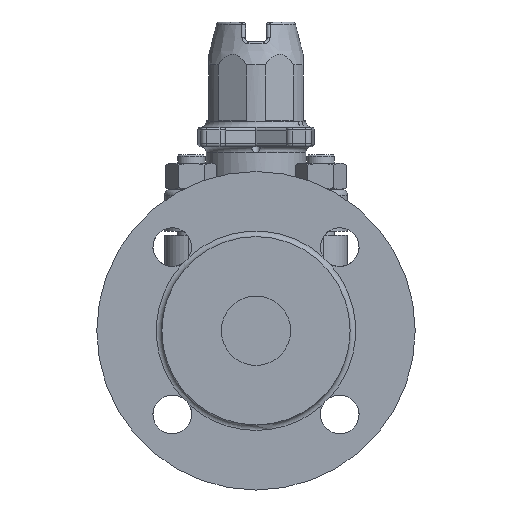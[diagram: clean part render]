
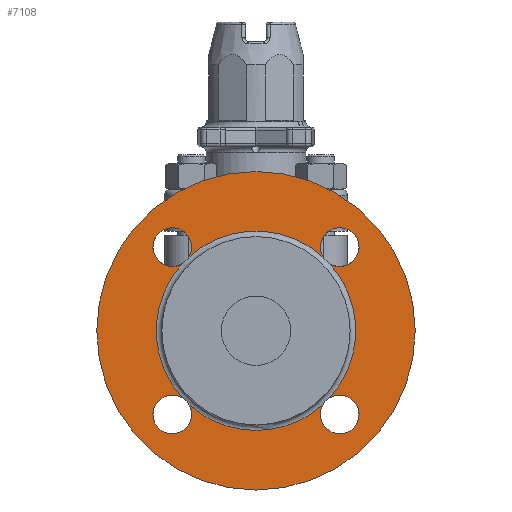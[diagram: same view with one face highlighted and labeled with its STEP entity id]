
A CAD part, left-side view. The second image highlights one B-rep face of the part: STEP entity #7108.
In plain terms, the highlighted planar face has unit normal (-1, 0, 0).
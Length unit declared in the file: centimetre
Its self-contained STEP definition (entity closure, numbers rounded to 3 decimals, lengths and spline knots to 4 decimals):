
#1187=FACE_BOUND('',#2315,.T.);
#1758=FACE_OUTER_BOUND('',#2314,.T.);
#2314=EDGE_LOOP('',(#5844));
#2315=EDGE_LOOP('',(#5845,#5846,#5847,#5848,#5849,#5850,#5851,#5852));
#2815=CIRCLE('',#7874,5.75);
#2819=CIRCLE('',#7881,3.6);
#2820=CIRCLE('',#7882,3.6);
#2821=CIRCLE('',#7883,3.6);
#2822=CIRCLE('',#7884,3.6);
#2825=CIRCLE('',#7890,0.7);
#2826=CIRCLE('',#7892,0.7);
#2827=CIRCLE('',#7894,0.7);
#2828=CIRCLE('',#7896,0.7);
#3308=VERTEX_POINT('',#12525);
#3312=VERTEX_POINT('',#12536);
#3313=VERTEX_POINT('',#12537);
#3314=VERTEX_POINT('',#12556);
#3315=VERTEX_POINT('',#12558);
#3316=VERTEX_POINT('',#12577);
#3317=VERTEX_POINT('',#12579);
#3318=VERTEX_POINT('',#12598);
#3319=VERTEX_POINT('',#12600);
#4189=EDGE_CURVE('',#3308,#3308,#2815,.T.);
#4194=EDGE_CURVE('',#3312,#3314,#2819,.T.);
#4196=EDGE_CURVE('',#3315,#3316,#2820,.T.);
#4198=EDGE_CURVE('',#3317,#3318,#2821,.T.);
#4200=EDGE_CURVE('',#3319,#3313,#2822,.T.);
#4203=EDGE_CURVE('',#3312,#3313,#2825,.T.);
#4204=EDGE_CURVE('',#3315,#3314,#2826,.T.);
#4205=EDGE_CURVE('',#3317,#3316,#2827,.T.);
#4206=EDGE_CURVE('',#3319,#3318,#2828,.T.);
#5844=ORIENTED_EDGE('',*,*,#4189,.F.);
#5845=ORIENTED_EDGE('',*,*,#4200,.F.);
#5846=ORIENTED_EDGE('',*,*,#4206,.T.);
#5847=ORIENTED_EDGE('',*,*,#4198,.F.);
#5848=ORIENTED_EDGE('',*,*,#4205,.T.);
#5849=ORIENTED_EDGE('',*,*,#4196,.F.);
#5850=ORIENTED_EDGE('',*,*,#4204,.T.);
#5851=ORIENTED_EDGE('',*,*,#4194,.F.);
#5852=ORIENTED_EDGE('',*,*,#4203,.T.);
#6716=PLANE('',#7897);
#7108=ADVANCED_FACE('',(#1758,#1187),#6716,.F.);
#7874=AXIS2_PLACEMENT_3D('',#12526,#9564,#9565);
#7881=AXIS2_PLACEMENT_3D('',#12557,#9578,#9579);
#7882=AXIS2_PLACEMENT_3D('',#12578,#9580,#9581);
#7883=AXIS2_PLACEMENT_3D('',#12599,#9582,#9583);
#7884=AXIS2_PLACEMENT_3D('',#12619,#9584,#9585);
#7890=AXIS2_PLACEMENT_3D('',#12627,#9596,#9597);
#7892=AXIS2_PLACEMENT_3D('',#12629,#9600,#9601);
#7894=AXIS2_PLACEMENT_3D('',#12631,#9604,#9605);
#7896=AXIS2_PLACEMENT_3D('',#12633,#9608,#9609);
#7897=AXIS2_PLACEMENT_3D('',#12634,#9610,#9611);
#9564=DIRECTION('center_axis',(1.,0.,0.));
#9565=DIRECTION('ref_axis',(0.,0.,1.));
#9578=DIRECTION('center_axis',(-1.,0.,0.));
#9579=DIRECTION('ref_axis',(0.,0.,1.));
#9580=DIRECTION('center_axis',(-1.,0.,0.));
#9581=DIRECTION('ref_axis',(0.,0.,1.));
#9582=DIRECTION('center_axis',(-1.,0.,0.));
#9583=DIRECTION('ref_axis',(0.,0.,1.));
#9584=DIRECTION('center_axis',(-1.,0.,0.));
#9585=DIRECTION('ref_axis',(0.,0.,1.));
#9596=DIRECTION('center_axis',(1.,0.,0.));
#9597=DIRECTION('ref_axis',(0.,1.,0.));
#9600=DIRECTION('center_axis',(1.,0.,0.));
#9601=DIRECTION('ref_axis',(0.,0.,-1.));
#9604=DIRECTION('center_axis',(1.,0.,0.));
#9605=DIRECTION('ref_axis',(0.,-1.,0.));
#9608=DIRECTION('center_axis',(1.,0.,0.));
#9609=DIRECTION('ref_axis',(0.,0.,1.));
#9610=DIRECTION('center_axis',(1.,0.,0.));
#9611=DIRECTION('ref_axis',(0.,0.,-1.));
#12525=CARTESIAN_POINT('',(-7.9235,-0.0327,-5.75));
#12526=CARTESIAN_POINT('Origin',(-7.9235,-0.0327,
0.));
#12536=CARTESIAN_POINT('',(-7.9235,2.3872,-2.6653));
#12537=CARTESIAN_POINT('',(-7.9235,2.6326,-2.4199));
#12556=CARTESIAN_POINT('',(-7.9235,-2.4526,-2.6653));
#12557=CARTESIAN_POINT('Origin',(-7.9235,-0.0327,
0.));
#12558=CARTESIAN_POINT('',(-7.9235,-2.698,-2.4199));
#12577=CARTESIAN_POINT('',(-7.9235,-2.698,2.4199));
#12578=CARTESIAN_POINT('Origin',(-7.9235,-0.0327,
0.));
#12579=CARTESIAN_POINT('',(-7.9235,-2.4526,2.6653));
#12598=CARTESIAN_POINT('',(-7.9235,2.3872,2.6653));
#12599=CARTESIAN_POINT('Origin',(-7.9235,-0.0327,
0.));
#12600=CARTESIAN_POINT('',(-7.9235,2.6326,2.4199));
#12619=CARTESIAN_POINT('Origin',(-7.9235,-0.0327,
0.));
#12627=CARTESIAN_POINT('Origin',(-7.9235,2.9894,-3.0221));
#12629=CARTESIAN_POINT('Origin',(-7.9235,-3.0549,-3.0221));
#12631=CARTESIAN_POINT('Origin',(-7.9235,-3.0549,3.0221));
#12633=CARTESIAN_POINT('Origin',(-7.9235,2.9894,3.0221));
#12634=CARTESIAN_POINT('Origin',(-7.9235,-0.0327,
0.));
